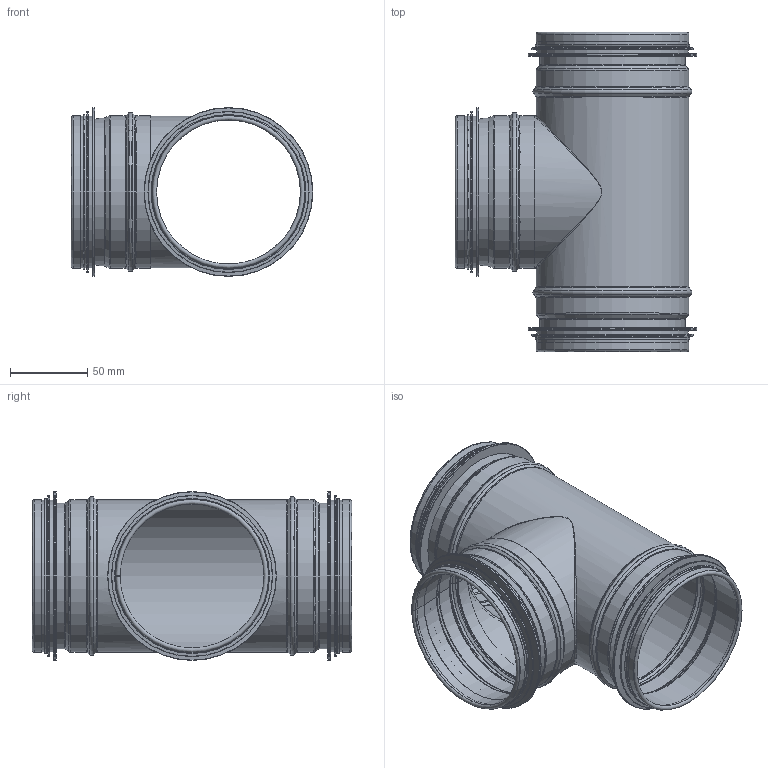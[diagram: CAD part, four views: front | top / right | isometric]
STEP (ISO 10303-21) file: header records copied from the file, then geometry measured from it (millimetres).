
FILE_DESCRIPTION((''),'2;1');
FILE_NAME('HTK_100-100.stp','2014-02-20T15:43:46',(''),(''),'Autodesk Inventor 2013','Autodesk Inventor 2013','');
FILE_SCHEMA(('AUTOMOTIVE_DESIGN { 1 2 10303 214 0 1 1 1 }'));
Length unit declared in the file: millimetre
Products named in the file (5): HTK_100-100; HTKRörämne_100-100; 999003; StosKort-100; StosKortRörämne-100
Assembly tree (6 placements, depth 3):
  HTK_100-100
    HTKRörämne_100-100
    999003  x2
    StosKort-100
      StosKortRörämne-100
      999003
Bounding box: 156.75 x 207 x 109.45 mm (x, y, z)
Volume: 72865.9 mm3; surface area: 220783 mm2
Topology: 5 solids, 5 shells, 175 faces, 337 edges, 182 vertices
Faces by surface type: torus 56, plane 50, cylinder 42, cone 26, bspline 1
Full cylindrical faces by diameter (mm): 93.25 x3, 94.25 x3, 95.45 x3, 97.05 x1, 98.05 x18, 99.05 x8, 104.45 x3, 109.45 x3
Entity records: 3939 total; most frequent: CARTESIAN_POINT 1038, DIRECTION 626, ORIENTED_EDGE 402, AXIS2_PLACEMENT_3D 281, EDGE_LOOP 213, EDGE_CURVE 201, VERTEX_POINT 140, STYLED_ITEM 140
